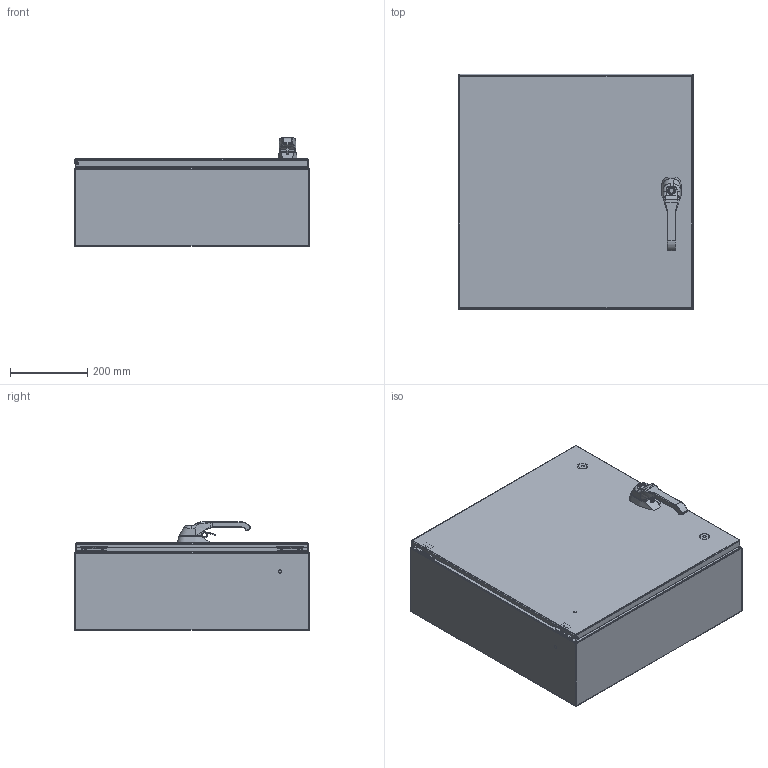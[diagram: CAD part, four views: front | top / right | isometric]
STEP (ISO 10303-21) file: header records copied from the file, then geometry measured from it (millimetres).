
FILE_DESCRIPTION (( 'STEP AP214' ), '1' );
FILE_NAME ('N4122424083PTC.STEP', '2019-09-12T17:02:15', ( '' ), ( '' ), 'SwSTEP 2.0', 'SolidWorks 2018', '' );
FILE_SCHEMA (( 'AUTOMOTIVE_DESIGN' ));
Length unit declared in the file: inch
Products named in the file (1): N4122424083PTC
Bounding box: 609.6 x 609.6 x 281.82 mm (x, y, z)
Volume: 2777760.6 mm3; surface area: 2796033.3 mm2
Topology: 51 solids, 51 shells, 1644 faces, 3898 edges, 2368 vertices
Faces by surface type: cylinder 592, plane 589, bspline 231, cone 196, torus 36
Full cylindrical faces by diameter (mm): 2.362 x4, 2.7 x2, 3.175 x2, 3.317 x68, 3.861 x4, 3.962 x2, 4 x4, 4.064 x2, 4.166 x68, 4.2 x6, 4.25 x4, 4.3 x2, 4.366 x4, 4.572 x4, 4.775 x6, 5 x6, 5.4 x2, 6 x6, 6.03 x2, 6.2 x2, 6.3 x2, 6.35 x10, 6.502 x4, 6.733 x2, 6.985 x4, 7.5 x2, 7.62 x4, 7.874 x4, 8.128 x4, 8.2 x2
Entity records: 84761 total; most frequent: CARTESIAN_POINT 29715, DIRECTION 6409, ORIENTED_EDGE 6338, EDGE_CURVE 3169, AXIS2_PLACEMENT_3D 2476, EDGE_LOOP 2296, VERTEX_POINT 2173, FACE_OUTER_BOUND 1950
